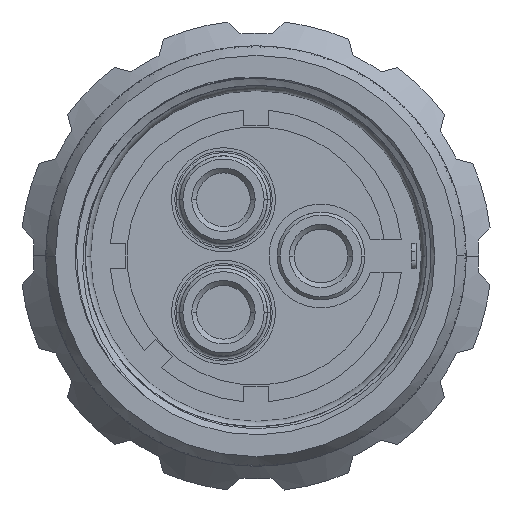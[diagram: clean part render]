
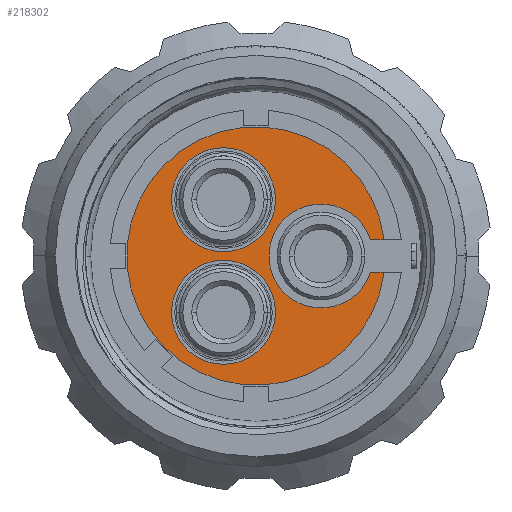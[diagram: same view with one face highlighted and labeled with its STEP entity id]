
A CAD part, left-side view. The second image highlights one B-rep face of the part: STEP entity #218302.
In plain terms, the highlighted planar face has unit normal (-1, 0, 0).
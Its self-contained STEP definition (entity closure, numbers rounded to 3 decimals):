
#67417=CARTESIAN_POINT('',(1.885,8.925,-12.925));
#67418=DIRECTION('',(1.,0.,0.));
#67419=DIRECTION('',(0.,-0.95,-0.313));
#67420=AXIS2_PLACEMENT_3D('',#67417,#67418,#67419);
#67537=CARTESIAN_POINT('',(1.885,12.925,-12.925));
#67538=DIRECTION('',(-1.,0.,0.));
#67539=DIRECTION('',(0.,-0.992,0.126));
#67540=AXIS2_PLACEMENT_3D('',#67537,#67538,#67539);
#67547=DIRECTION('',(0.,1.,0.));
#67548=VECTOR('',#67547,0.847);
#67549=CARTESIAN_POINT('',(1.885,5.038,-11.925));
#67550=LINE('20994',#67549,#67548);
#67551=DIRECTION('',(0.,1.,0.));
#67552=VECTOR('',#67551,0.847);
#67553=CARTESIAN_POINT('',(1.885,5.038,-13.925));
#67554=LINE('20995',#67553,#67552);
#67555=CARTESIAN_POINT('',(1.885,14.925,-16.389));
#67556=DIRECTION('',(-1.,0.,0.));
#67557=DIRECTION('',(0.,0.5,-0.866));
#67558=AXIS2_PLACEMENT_3D('',#67555,#67556,#67557);
#67560=CARTESIAN_POINT('',(1.885,14.925,-16.389));
#67561=DIRECTION('',(-1.,0.,0.));
#67562=DIRECTION('',(0.,-0.5,0.866));
#67563=AXIS2_PLACEMENT_3D('',#67560,#67561,#67562);
#67565=CARTESIAN_POINT('',(1.885,14.925,-9.461));
#67566=DIRECTION('',(-1.,0.,0.));
#67567=DIRECTION('',(0.,0.5,0.866));
#67568=AXIS2_PLACEMENT_3D('',#67565,#67566,#67567);
#67570=CARTESIAN_POINT('',(1.885,14.925,-9.461));
#67571=DIRECTION('',(-1.,0.,0.));
#67572=DIRECTION('',(0.,-0.5,-0.866));
#67573=AXIS2_PLACEMENT_3D('',#67570,#67571,#67572);
#80749=CARTESIAN_POINT('',(1.885,16.525,-19.16));
#80750=CARTESIAN_POINT('',(1.885,13.325,-13.618));
#80751=VERTEX_POINT('',#80749);
#80752=VERTEX_POINT('',#80750);
#80753=CARTESIAN_POINT('',(1.885,16.525,-6.69));
#80754=CARTESIAN_POINT('',(1.885,13.325,-12.232));
#80755=VERTEX_POINT('',#80753);
#80756=VERTEX_POINT('',#80754);
#81007=CARTESIAN_POINT('',(1.885,5.038,-11.925));
#81008=CARTESIAN_POINT('',(1.885,5.885,-11.925));
#81009=VERTEX_POINT('',#81007);
#81010=VERTEX_POINT('',#81008);
#81011=CARTESIAN_POINT('',(1.885,5.038,-13.925));
#81012=CARTESIAN_POINT('',(1.885,5.885,-13.925));
#81013=VERTEX_POINT('',#81011);
#81014=VERTEX_POINT('',#81012);
#218279=CARTESIAN_POINT('',(1.885,12.925,-12.925));
#218280=DIRECTION('',(1.,0.,0.));
#218281=DIRECTION('',(0.,-1.,0.));
#218282=AXIS2_PLACEMENT_3D('',#218279,#218280,#218281);
#218283=PLANE('1474',#218282);
#218284=ORIENTED_EDGE('20994',*,*,#217959,.T.);
#218285=ORIENTED_EDGE('21012',*,*,#217983,.F.);
#218286=ORIENTED_EDGE('20995',*,*,#218007,.F.);
#218287=ORIENTED_EDGE('21010',*,*,#218264,.F.);
#218288=EDGE_LOOP('1474',(#218284,#218285,#218286,#218287));
#218289=FACE_OUTER_BOUND('1474',#218288,.F.);
#218291=ORIENTED_EDGE('20772',*,*,#218290,.T.);
#218293=ORIENTED_EDGE('20773',*,*,#218292,.T.);
#218294=EDGE_LOOP('1474',(#218291,#218293));
#218295=FACE_BOUND('1474',#218294,.F.);
#218297=ORIENTED_EDGE('20774',*,*,#218296,.T.);
#218299=ORIENTED_EDGE('20775',*,*,#218298,.T.);
#218300=EDGE_LOOP('1474',(#218297,#218299));
#218301=FACE_BOUND('1474',#218300,.F.);
#67421=CIRCLE('21012',#67420,3.2);
#67541=CIRCLE('21010',#67540,7.95);
#67559=CIRCLE('20772',#67558,3.2);
#67564=CIRCLE('20773',#67563,3.2);
#67569=CIRCLE('20774',#67568,3.2);
#67574=CIRCLE('20775',#67573,3.2);
#217959=EDGE_CURVE('20994',#81009,#81010,#67550,.T.);
#217983=EDGE_CURVE('21012',#81014,#81010,#67421,.T.);
#218007=EDGE_CURVE('20995',#81013,#81014,#67554,.T.);
#218264=EDGE_CURVE('21010',#81009,#81013,#67541,.T.);
#218290=EDGE_CURVE('20772',#80751,#80752,#67559,.T.);
#218292=EDGE_CURVE('20773',#80752,#80751,#67564,.T.);
#218296=EDGE_CURVE('20774',#80755,#80756,#67569,.T.);
#218298=EDGE_CURVE('20775',#80756,#80755,#67574,.T.);
#218302=ADVANCED_FACE('1474',(#218289,#218295,#218301),#218283,.F.);
